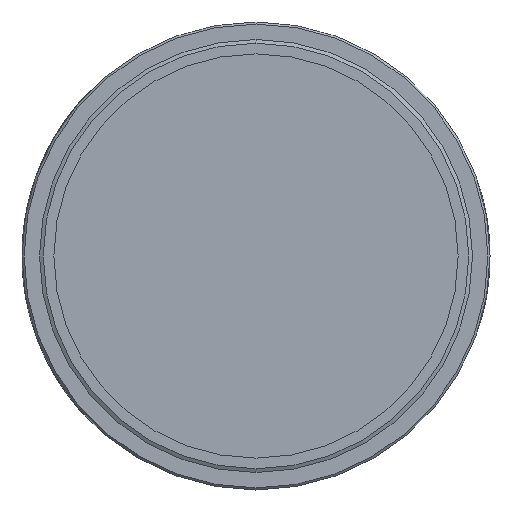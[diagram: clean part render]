
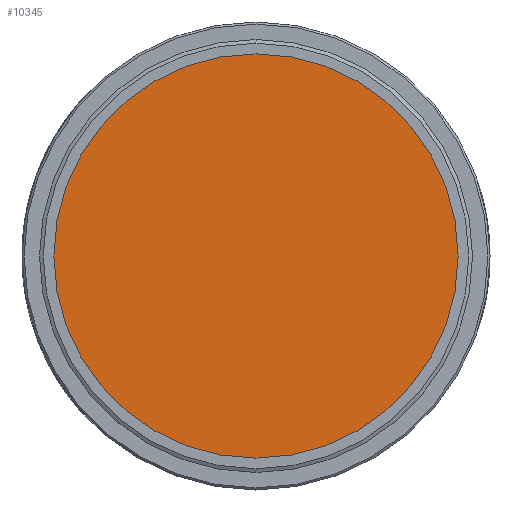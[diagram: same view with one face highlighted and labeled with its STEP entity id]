
A CAD part, left-side view. The second image highlights one B-rep face of the part: STEP entity #10345.
In plain terms, the highlighted planar face has unit normal (-1, 0, 0).
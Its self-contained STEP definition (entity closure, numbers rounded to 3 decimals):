
#1404 = EDGE_CURVE ( 'NONE', #14831, #9425, #14130, .T. ) ;
#2752 = PLANE ( 'NONE',  #10169 ) ;
#3033 = ORIENTED_EDGE ( 'NONE', *, *, #1404, .F. ) ;
#3240 = CARTESIAN_POINT ( 'NONE',  ( -2.667, -14.271, -20.926 ) ) ;
#4275 = EDGE_LOOP ( 'NONE', ( #6081, #3033 ) ) ;
#4343 = CARTESIAN_POINT ( 'NONE',  ( -2.667, 0., 0. ) ) ;
#4598 = AXIS2_PLACEMENT_3D ( 'NONE', #4343, #5676, #15791 ) ;
#5676 = DIRECTION ( 'NONE',  ( 1., 0., 0. ) ) ;
#6081 = ORIENTED_EDGE ( 'NONE', *, *, #8708, .F. ) ;
#6317 = CARTESIAN_POINT ( 'NONE',  ( -2.667, 14.271, 20.926 ) ) ;
#7238 = FACE_OUTER_BOUND ( 'NONE', #4275, .T. ) ;
#8550 = DIRECTION ( 'NONE',  ( 0., -0.563, -0.826 ) ) ;
#8708 = EDGE_CURVE ( 'NONE', #9425, #14831, #12934, .T. ) ;
#9137 = DIRECTION ( 'NONE',  ( 1., 0., 0. ) ) ;
#9425 = VERTEX_POINT ( 'NONE', #3240 ) ;
#9662 = DIRECTION ( 'NONE',  ( 1., 0., 0. ) ) ;
#10169 = AXIS2_PLACEMENT_3D ( 'NONE', #11518, #9137, #15377 ) ;
#10345 = ADVANCED_FACE ( 'NONE', ( #7238 ), #2752, .F. ) ;
#11518 = CARTESIAN_POINT ( 'NONE',  ( -2.667, 0., 0. ) ) ;
#11638 = AXIS2_PLACEMENT_3D ( 'NONE', #14778, #9662, #8550 ) ;
#12934 = CIRCLE ( 'NONE', #11638, 25.329 ) ;
#14130 = CIRCLE ( 'NONE', #4598, 25.329 ) ;
#14778 = CARTESIAN_POINT ( 'NONE',  ( -2.667, 0., 0. ) ) ;
#14831 = VERTEX_POINT ( 'NONE', #6317 ) ;
#15377 = DIRECTION ( 'NONE',  ( 0., -0.563, -0.826 ) ) ;
#15791 = DIRECTION ( 'NONE',  ( 0., -0.563, -0.826 ) ) ;
